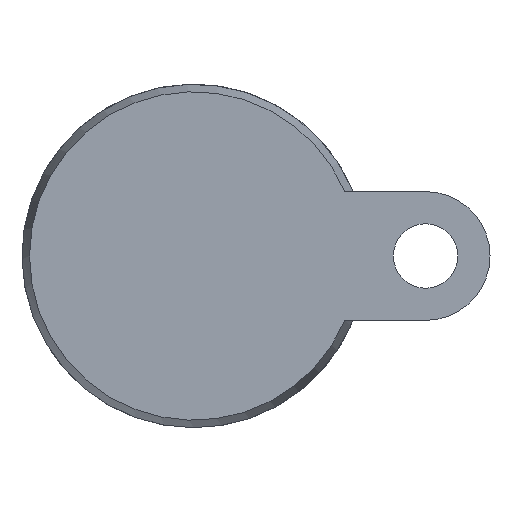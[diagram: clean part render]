
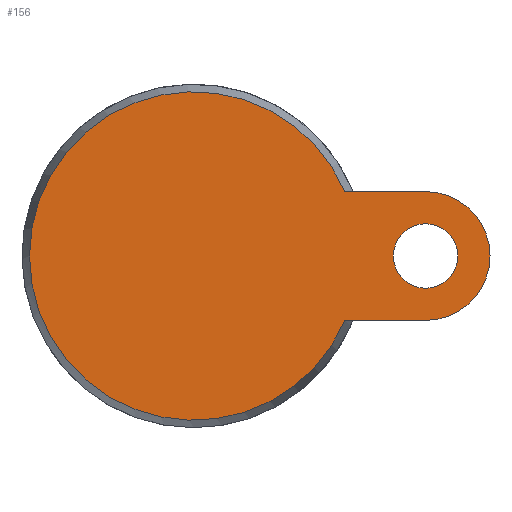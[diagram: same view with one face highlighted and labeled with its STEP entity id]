
A CAD part, front view. The second image highlights one B-rep face of the part: STEP entity #156.
In plain terms, the highlighted planar face has unit normal (0, -1, 0).
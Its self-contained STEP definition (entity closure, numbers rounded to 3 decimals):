
#156 = ADVANCED_FACE( '', ( #332, #333 ), #334, .F. );
#332 = FACE_BOUND( '', #557, .T. );
#333 = FACE_OUTER_BOUND( '', #558, .T. );
#334 = PLANE( '', #559 );
#557 = EDGE_LOOP( '', ( #912 ) );
#558 = EDGE_LOOP( '', ( #913, #914, #915, #916 ) );
#559 = AXIS2_PLACEMENT_3D( '', #917, #918, #919 );
#912 = ORIENTED_EDGE( '', *, *, #1205, .T. );
#913 = ORIENTED_EDGE( '', *, *, #1206, .F. );
#914 = ORIENTED_EDGE( '', *, *, #1207, .T. );
#915 = ORIENTED_EDGE( '', *, *, #1107, .F. );
#916 = ORIENTED_EDGE( '', *, *, #1157, .F. );
#917 = CARTESIAN_POINT( '', ( 38.25, 0., 0. ) );
#918 = DIRECTION( '', ( 0., 1., 0. ) );
#919 = DIRECTION( '', ( 0., 0., 1. ) );
#1107 = EDGE_CURVE( '', #1303, #1304, #1305, .T. );
#1157 = EDGE_CURVE( '', #1378, #1303, #1379, .T. );
#1205 = EDGE_CURVE( '', #1444, #1444, #1445, .T. );
#1206 = EDGE_CURVE( '', #1446, #1378, #1447, .T. );
#1207 = EDGE_CURVE( '', #1446, #1304, #1448, .T. );
#1303 = VERTEX_POINT( '', #1617 );
#1304 = VERTEX_POINT( '', #1618 );
#1305 = LINE( '', #1619, #1620 );
#1378 = VERTEX_POINT( '', #1767 );
#1379 = CIRCLE( '', #1768, 15. );
#1444 = VERTEX_POINT( '', #1866 );
#1445 = CIRCLE( '', #1867, 7.5 );
#1446 = VERTEX_POINT( '', #1868 );
#1447 = LINE( '', #1869, #1870 );
#1448 = CIRCLE( '', #1871, 38.25 );
#1617 = CARTESIAN_POINT( '', ( 54., 0., -15. ) );
#1618 = CARTESIAN_POINT( '', ( 35.186, 0., -15. ) );
#1619 = CARTESIAN_POINT( '', ( 54., 0., -15. ) );
#1620 = VECTOR( '', #1976, 1000. );
#1767 = CARTESIAN_POINT( '', ( 54., 0., 15. ) );
#1768 = AXIS2_PLACEMENT_3D( '', #2016, #2017, #2018 );
#1866 = CARTESIAN_POINT( '', ( 61.5, 0., 0. ) );
#1867 = AXIS2_PLACEMENT_3D( '', #2071, #2072, #2073 );
#1868 = CARTESIAN_POINT( '', ( 35.186, 0., 15. ) );
#1869 = CARTESIAN_POINT( '', ( 0., 0., 15. ) );
#1870 = VECTOR( '', #2074, 1000. );
#1871 = AXIS2_PLACEMENT_3D( '', #2075, #2076, #2077 );
#1976 = DIRECTION( '', ( -1., 0., 0. ) );
#2016 = CARTESIAN_POINT( '', ( 54., 0., 0. ) );
#2017 = DIRECTION( '', ( 0., 1., 0. ) );
#2018 = DIRECTION( '', ( 1., 0., 0. ) );
#2071 = CARTESIAN_POINT( '', ( 54., 0., 0. ) );
#2072 = DIRECTION( '', ( 0., 1., 0. ) );
#2073 = DIRECTION( '', ( 1., 0., 0. ) );
#2074 = DIRECTION( '', ( 1., 0., 0. ) );
#2075 = CARTESIAN_POINT( '', ( 0., 0., 0. ) );
#2076 = DIRECTION( '', ( 0., -1., 0. ) );
#2077 = DIRECTION( '', ( 0., 0., -1. ) );
